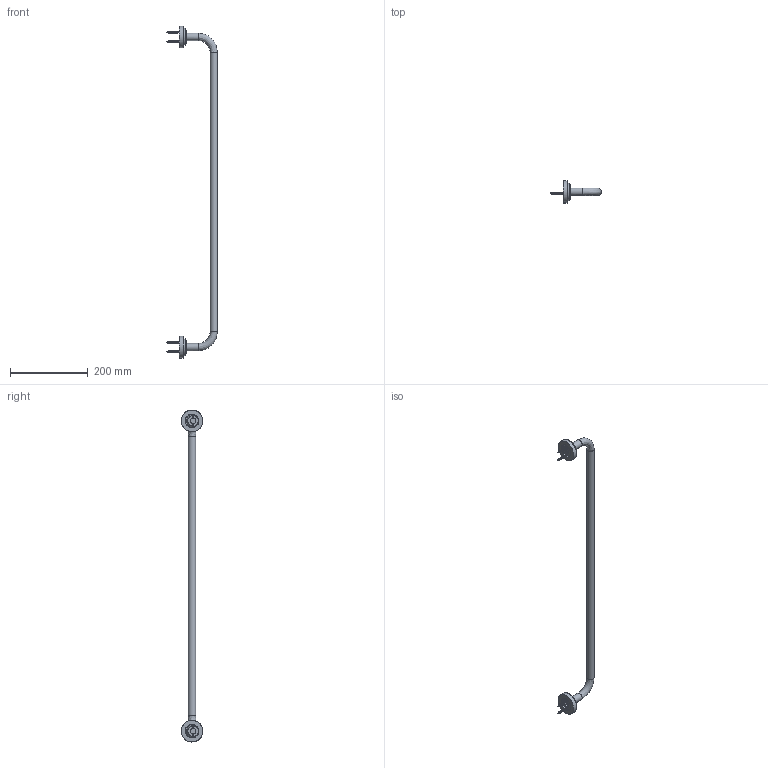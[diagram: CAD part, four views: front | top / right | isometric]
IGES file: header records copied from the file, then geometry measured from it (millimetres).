
Global section: file name: N7655-3-K; native system: Autodesk Inventor 2016; preprocessor: unknown; author: adaniels; date: 20161007.113410; units: millimetre
Bounding box: 131.15 x 56 x 856.2 mm (x, y, z)
Volume: 165756.3 mm3; surface area: 136846.3 mm2
Topology: 15 solids, 15 shells, 298 faces, 802 edges, 564 vertices
Faces by surface type: bspline 298
